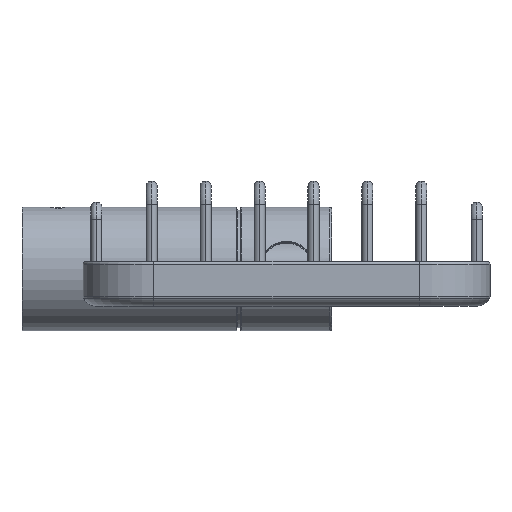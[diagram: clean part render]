
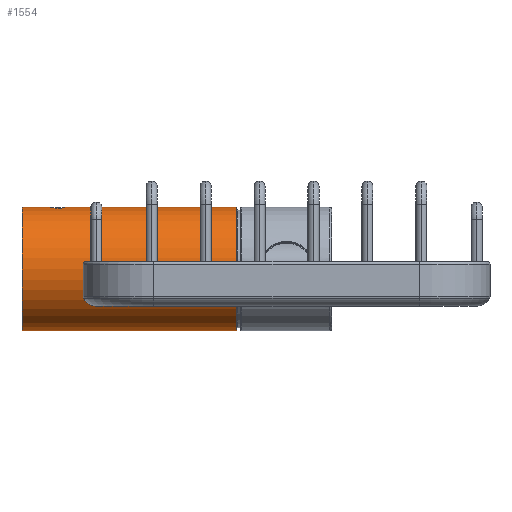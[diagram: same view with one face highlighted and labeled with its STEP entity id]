
A CAD part, front view. The second image highlights one B-rep face of the part: STEP entity #1554.
In plain terms, the highlighted cylindrical face has radius 14 mm (diameter 28 mm), a partial arc.
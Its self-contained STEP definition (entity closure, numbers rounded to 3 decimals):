
#15=CARTESIAN_POINT('',(10.1,0.,14.));
#17=CARTESIAN_POINT('',(5.9,0.,14.));
#497=CARTESIAN_POINT('',(48.5,0.,0.));
#498=DIRECTION('',(1.,0.,0.));
#499=DIRECTION('',(0.,0.,1.));
#500=AXIS2_PLACEMENT_3D('',#497,#498,#499);
#502=DIRECTION('',(1.,0.,0.));
#503=VECTOR('',#502,48.5);
#504=CARTESIAN_POINT('',(0.,0.,-14.));
#505=LINE('',#504,#503);
#506=CARTESIAN_POINT('',(0.,0.,0.));
#507=DIRECTION('',(1.,0.,0.));
#508=DIRECTION('',(0.,0.,1.));
#509=AXIS2_PLACEMENT_3D('',#506,#507,#508);
#511=DIRECTION('',(1.,0.,0.));
#512=VECTOR('',#511,5.9);
#513=CARTESIAN_POINT('',(0.,0.,14.));
#514=LINE('',#513,#512);
#515=CARTESIAN_POINT('',(8.,-2.1,13.842));
#516=CARTESIAN_POINT('',(7.845,-2.1,13.842));
#517=CARTESIAN_POINT('',(7.54,-2.067,13.847));
#518=CARTESIAN_POINT('',(7.083,-1.91,13.87));
#519=CARTESIAN_POINT('',(6.68,-1.655,13.903));
#520=CARTESIAN_POINT('',(6.351,-1.329,13.938));
#521=CARTESIAN_POINT('',(6.091,-0.92,13.972));
#522=CARTESIAN_POINT('',(5.933,-0.46,13.995));
#523=CARTESIAN_POINT('',(5.9,-0.155,14.));
#524=CARTESIAN_POINT('',(5.9,0.,14.));
#526=CARTESIAN_POINT('',(10.1,0.,14.));
#527=CARTESIAN_POINT('',(10.1,-0.155,14.));
#528=CARTESIAN_POINT('',(10.067,-0.46,13.995));
#529=CARTESIAN_POINT('',(9.909,-0.92,13.972));
#530=CARTESIAN_POINT('',(9.65,-1.327,13.939));
#531=CARTESIAN_POINT('',(9.322,-1.653,13.903));
#532=CARTESIAN_POINT('',(8.918,-1.909,13.87));
#533=CARTESIAN_POINT('',(8.46,-2.067,13.847));
#534=CARTESIAN_POINT('',(8.155,-2.1,13.842));
#535=CARTESIAN_POINT('',(8.,-2.1,13.842));
#537=DIRECTION('',(1.,0.,0.));
#538=VECTOR('',#537,38.4);
#539=CARTESIAN_POINT('',(10.1,0.,14.));
#540=LINE('',#539,#538);
#575=CARTESIAN_POINT('',(0.,0.,14.));
#576=CARTESIAN_POINT('',(0.,0.,-14.));
#577=VERTEX_POINT('',#575);
#578=VERTEX_POINT('',#576);
#596=VERTEX_POINT('',#15);
#597=VERTEX_POINT('',#17);
#598=VERTEX_POINT('',#535);
#607=CARTESIAN_POINT('',(48.5,0.,14.));
#608=CARTESIAN_POINT('',(48.5,0.,-14.));
#609=VERTEX_POINT('',#607);
#610=VERTEX_POINT('',#608);
#1537=CARTESIAN_POINT('',(73.5,0.,0.));
#1538=DIRECTION('',(-1.,0.,0.));
#1539=DIRECTION('',(0.,0.,-1.));
#1540=AXIS2_PLACEMENT_3D('',#1537,#1538,#1539);
#1541=CYLINDRICAL_SURFACE('',#1540,14.);
#1543=ORIENTED_EDGE('',*,*,#1542,.T.);
#1544=ORIENTED_EDGE('',*,*,#678,.F.);
#1545=ORIENTED_EDGE('',*,*,#1525,.F.);
#1546=ORIENTED_EDGE('',*,*,#674,.T.);
#1548=ORIENTED_EDGE('',*,*,#1547,.F.);
#1550=ORIENTED_EDGE('',*,*,#1549,.F.);
#1551=ORIENTED_EDGE('',*,*,#668,.T.);
#1552=EDGE_LOOP('',(#1543,#1544,#1545,#1546,#1548,#1550,#1551));
#1553=FACE_OUTER_BOUND('',#1552,.F.);
#1554=ADVANCED_FACE('',(#1553),#1541,.T.);
#501=CIRCLE('',#500,14.);
#510=CIRCLE('',#509,14.);
#525=B_SPLINE_CURVE_WITH_KNOTS('',3,(#515,#516,#517,#518,#519,#520,#521,#522,
#523,#524),.UNSPECIFIED.,.F.,.F.,(4,1,1,1,1,1,1,4),(0.,0.143,
0.286,0.429,0.571,0.714,
0.857,1.),.UNSPECIFIED.);
#536=B_SPLINE_CURVE_WITH_KNOTS('',3,(#526,#527,#528,#529,#530,#531,#532,#533,
#534,#535),.UNSPECIFIED.,.F.,.F.,(4,1,1,1,1,1,1,4),(0.,0.143,
0.286,0.429,0.571,0.714,
0.857,1.),.UNSPECIFIED.);
#668=EDGE_CURVE('',#596,#609,#540,.T.);
#674=EDGE_CURVE('',#577,#597,#514,.T.);
#678=EDGE_CURVE('',#578,#610,#505,.T.);
#1525=EDGE_CURVE('',#577,#578,#510,.T.);
#1542=EDGE_CURVE('',#609,#610,#501,.T.);
#1547=EDGE_CURVE('',#598,#597,#525,.T.);
#1549=EDGE_CURVE('',#596,#598,#536,.T.);
